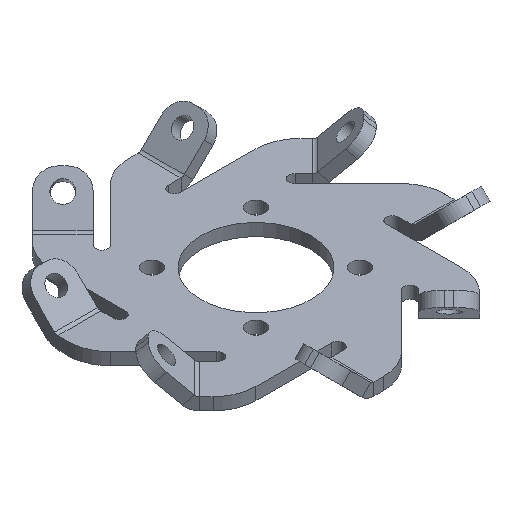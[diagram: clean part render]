
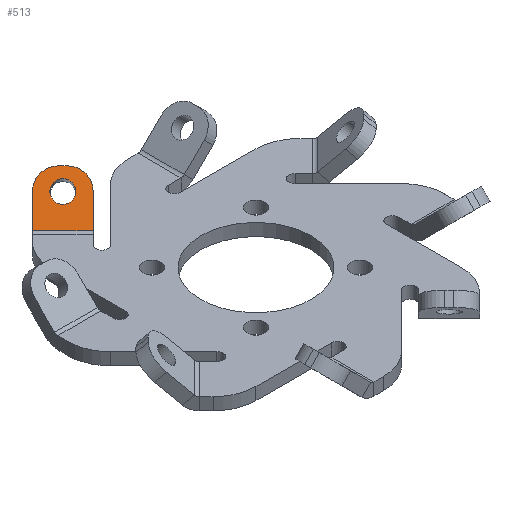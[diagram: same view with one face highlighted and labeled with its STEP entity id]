
A CAD part, isometric view. The second image highlights one B-rep face of the part: STEP entity #513.
In plain terms, the highlighted planar face has unit normal (-0.5, -0.5, 0.707).
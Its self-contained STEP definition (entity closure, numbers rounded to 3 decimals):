
#311 = VECTOR ( 'NONE', #741, 1000. ) ;
#373 = ORIENTED_EDGE ( 'NONE', *, *, #1149, .F. ) ;
#414 = VERTEX_POINT ( 'NONE', #1657 ) ;
#432 = VERTEX_POINT ( 'NONE', #2414 ) ;
#513 = ADVANCED_FACE ( 'NONE', ( #2080, #2530 ), #605, .T. ) ;
#534 = AXIS2_PLACEMENT_3D ( 'NONE', #4067, #2063, #3418 ) ;
#605 = PLANE ( 'NONE',  #2402 ) ;
#672 = EDGE_CURVE ( 'NONE', #1121, #1814, #782, .T. ) ;
#685 = CIRCLE ( 'NONE', #3747, 1.5 ) ;
#724 = ORIENTED_EDGE ( 'NONE', *, *, #672, .F. ) ;
#741 = DIRECTION ( 'NONE',  ( -0.707, 0.707, 0. ) ) ;
#776 = DIRECTION ( 'NONE',  ( 0.5, 0.5, 0.707 ) ) ;
#782 = LINE ( 'NONE', #2089, #3195 ) ;
#811 = CIRCLE ( 'NONE', #534, 3. ) ;
#825 = CARTESIAN_POINT ( 'NONE',  ( -6.606, 24.193, 6.579 ) ) ;
#847 = ORIENTED_EDGE ( 'NONE', *, *, #3035, .T. ) ;
#903 = DIRECTION ( 'NONE',  ( -0.5, -0.5, 0.707 ) ) ;
#1042 = CARTESIAN_POINT ( 'NONE',  ( -8.813, 23.4, 4.458 ) ) ;
#1101 = CARTESIAN_POINT ( 'NONE',  ( -5.985, 20.571, 4.458 ) ) ;
#1121 = VERTEX_POINT ( 'NONE', #3810 ) ;
#1149 = EDGE_CURVE ( 'NONE', #432, #432, #685, .T. ) ;
#1302 = VERTEX_POINT ( 'NONE', #3928 ) ;
#1408 = ORIENTED_EDGE ( 'NONE', *, *, #2909, .T. ) ;
#1409 = EDGE_LOOP ( 'NONE', ( #373 ) ) ;
#1558 = DIRECTION ( 'NONE',  ( -0.5, -0.5, 0.707 ) ) ;
#1577 = VECTOR ( 'NONE', #776, 1000. ) ;
#1625 = CARTESIAN_POINT ( 'NONE',  ( -10.935, 25.521, 4.458 ) ) ;
#1644 = ORIENTED_EDGE ( 'NONE', *, *, #3988, .T. ) ;
#1657 = CARTESIAN_POINT ( 'NONE',  ( -5.985, 20.571, 4.458 ) ) ;
#1699 = AXIS2_PLACEMENT_3D ( 'NONE', #1042, #2061, #3352 ) ;
#1813 = DIRECTION ( 'NONE',  ( -0.5, -0.5, -0.707 ) ) ;
#1814 = VERTEX_POINT ( 'NONE', #4110 ) ;
#2048 = EDGE_CURVE ( 'NONE', #1121, #414, #4019, .T. ) ;
#2061 = DIRECTION ( 'NONE',  ( -0.5, -0.5, 0.707 ) ) ;
#2063 = DIRECTION ( 'NONE',  ( -0.5, -0.5, 0.707 ) ) ;
#2080 = FACE_OUTER_BOUND ( 'NONE', #3951, .T. ) ;
#2089 = CARTESIAN_POINT ( 'NONE',  ( -1.913, 11.916, 1.217 ) ) ;
#2292 = VERTEX_POINT ( 'NONE', #1625 ) ;
#2402 = AXIS2_PLACEMENT_3D ( 'NONE', #3573, #903, #2945 ) ;
#2414 = CARTESIAN_POINT ( 'NONE',  ( -7.179, 22.827, 5.208 ) ) ;
#2447 = CIRCLE ( 'NONE', #1699, 3. ) ;
#2530 = FACE_BOUND ( 'NONE', #1409, .T. ) ;
#2605 = VERTEX_POINT ( 'NONE', #825 ) ;
#2708 = DIRECTION ( 'NONE',  ( -0.707, 0.707, 0. ) ) ;
#2748 = CARTESIAN_POINT ( 'NONE',  ( -8.46, 23.046, 4.458 ) ) ;
#2844 = LINE ( 'NONE', #3151, #3876 ) ;
#2870 = ORIENTED_EDGE ( 'NONE', *, *, #3455, .T. ) ;
#2909 = EDGE_CURVE ( 'NONE', #2605, #1302, #3303, .T. ) ;
#2945 = DIRECTION ( 'NONE',  ( 0.854, -0.146, 0.5 ) ) ;
#3035 = EDGE_CURVE ( 'NONE', #414, #2605, #811, .T. ) ;
#3151 = CARTESIAN_POINT ( 'NONE',  ( -14.71, 21.746, -0.881 ) ) ;
#3156 = DIRECTION ( 'NONE',  ( 0.854, -0.146, 0.5 ) ) ;
#3195 = VECTOR ( 'NONE', #2708, 1000. ) ;
#3303 = LINE ( 'NONE', #3661, #311 ) ;
#3352 = DIRECTION ( 'NONE',  ( -0.854, 0.146, -0.5 ) ) ;
#3418 = DIRECTION ( 'NONE',  ( -0.854, 0.146, -0.5 ) ) ;
#3455 = EDGE_CURVE ( 'NONE', #1302, #2292, #2447, .T. ) ;
#3573 = CARTESIAN_POINT ( 'NONE',  ( 2.518, 16.347, 7.483 ) ) ;
#3661 = CARTESIAN_POINT ( 'NONE',  ( -7.313, 24.9, 6.579 ) ) ;
#3747 = AXIS2_PLACEMENT_3D ( 'NONE', #2748, #1558, #3156 ) ;
#3810 = CARTESIAN_POINT ( 'NONE',  ( -8.277, 18.28, 1.217 ) ) ;
#3876 = VECTOR ( 'NONE', #1813, 1000. ) ;
#3928 = CARTESIAN_POINT ( 'NONE',  ( -7.313, 24.9, 6.579 ) ) ;
#3951 = EDGE_LOOP ( 'NONE', ( #724, #4224, #847, #1408, #2870, #1644 ) ) ;
#3988 = EDGE_CURVE ( 'NONE', #2292, #1814, #2844, .T. ) ;
#4019 = LINE ( 'NONE', #1101, #1577 ) ;
#4067 = CARTESIAN_POINT ( 'NONE',  ( -8.106, 22.693, 4.458 ) ) ;
#4110 = CARTESIAN_POINT ( 'NONE',  ( -13.226, 23.229, 1.217 ) ) ;
#4224 = ORIENTED_EDGE ( 'NONE', *, *, #2048, .T. ) ;
